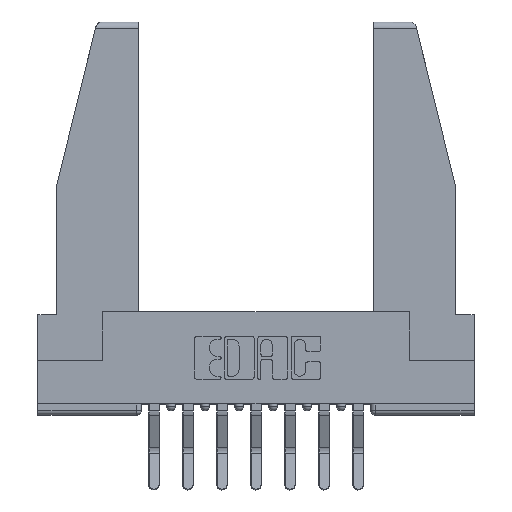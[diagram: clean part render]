
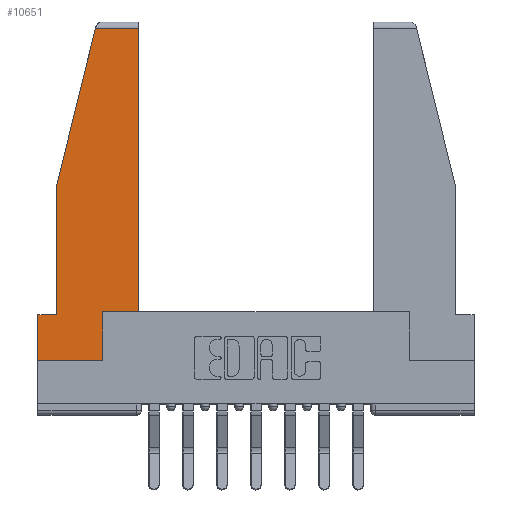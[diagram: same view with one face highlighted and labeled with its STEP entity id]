
A CAD part, top view. The second image highlights one B-rep face of the part: STEP entity #10651.
In plain terms, the highlighted planar face has unit normal (0, 0, 1).
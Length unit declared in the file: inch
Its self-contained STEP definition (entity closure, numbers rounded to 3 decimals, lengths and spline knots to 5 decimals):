
#341 = VECTOR ( 'NONE', #2424, 39.37008 ) ;
#759 = LINE ( 'NONE', #12631, #8523 ) ;
#881 = LINE ( 'NONE', #12531, #2944 ) ;
#921 = VERTEX_POINT ( 'NONE', #8983 ) ;
#1114 = DIRECTION ( 'NONE',  ( 0., 1., 0. ) ) ;
#1251 = CARTESIAN_POINT ( 'NONE',  ( 0.297, 0., 0. ) ) ;
#1585 = EDGE_CURVE ( 'NONE', #12885, #5643, #759, .T. ) ;
#2058 = ORIENTED_EDGE ( 'NONE', *, *, #7249, .T. ) ;
#2424 = DIRECTION ( 'NONE',  ( -0.239, -0.971, 0. ) ) ;
#2467 = CARTESIAN_POINT ( 'NONE',  ( 0., 0.21, 0. ) ) ;
#2674 = EDGE_CURVE ( 'NONE', #11097, #12153, #8362, .T. ) ;
#2729 = CARTESIAN_POINT ( 'NONE',  ( 0.461, 0.223, 0. ) ) ;
#2854 = CARTESIAN_POINT ( 'NONE',  ( 0., 1.52, 0. ) ) ;
#2864 = CARTESIAN_POINT ( 'NONE',  ( 0.086, 0.8, 0. ) ) ;
#2923 = AXIS2_PLACEMENT_3D ( 'NONE', #9017, #6209, #9153 ) ;
#2944 = VECTOR ( 'NONE', #7449, 39.37008 ) ;
#3107 = DIRECTION ( 'NONE',  ( 1., 0., 0. ) ) ;
#3133 = CARTESIAN_POINT ( 'NONE',  ( 0.086, 0.21, 0. ) ) ;
#3247 = LINE ( 'NONE', #2854, #10341 ) ;
#3441 = ORIENTED_EDGE ( 'NONE', *, *, #11823, .T. ) ;
#3595 = DIRECTION ( 'NONE',  ( -1., 0., 0. ) ) ;
#3731 = LINE ( 'NONE', #7613, #10700 ) ;
#3737 = VERTEX_POINT ( 'NONE', #3133 ) ;
#4034 = LINE ( 'NONE', #9155, #7668 ) ;
#4119 = DIRECTION ( 'NONE',  ( 0., -1., 0. ) ) ;
#4245 = EDGE_CURVE ( 'NONE', #4386, #11097, #881, .T. ) ;
#4271 = EDGE_LOOP ( 'NONE', ( #7680, #3441, #2058, #8971, #8643, #11200, #12731, #12173, #6112 ) ) ;
#4302 = EDGE_CURVE ( 'NONE', #10761, #4386, #5347, .T. ) ;
#4317 = DIRECTION ( 'NONE',  ( 0., 1., 0. ) ) ;
#4370 = CARTESIAN_POINT ( 'NONE',  ( 0.461, 1.52, 0. ) ) ;
#4386 = VERTEX_POINT ( 'NONE', #7627 ) ;
#5193 = PLANE ( 'NONE',  #2923 ) ;
#5347 = LINE ( 'NONE', #1251, #11985 ) ;
#5643 = VERTEX_POINT ( 'NONE', #12234 ) ;
#5752 = EDGE_CURVE ( 'NONE', #5643, #10761, #4034, .T. ) ;
#5995 = EDGE_CURVE ( 'NONE', #921, #3737, #12113, .T. ) ;
#6112 = ORIENTED_EDGE ( 'NONE', *, *, #4245, .T. ) ;
#6209 = DIRECTION ( 'NONE',  ( 0., 0., 1. ) ) ;
#6649 = CARTESIAN_POINT ( 'NONE',  ( 0.271, 1.55, 0. ) ) ;
#7070 = FACE_OUTER_BOUND ( 'NONE', #4271, .T. ) ;
#7198 = VECTOR ( 'NONE', #4119, 39.37008 ) ;
#7249 = EDGE_CURVE ( 'NONE', #7871, #921, #7818, .T. ) ;
#7412 = VECTOR ( 'NONE', #1114, 39.37008 ) ;
#7449 = DIRECTION ( 'NONE',  ( 1., 0., 0. ) ) ;
#7613 = CARTESIAN_POINT ( 'NONE',  ( 0., 0.21, 0. ) ) ;
#7627 = CARTESIAN_POINT ( 'NONE',  ( 0.297, 0.223, 0. ) ) ;
#7668 = VECTOR ( 'NONE', #3107, 39.37008 ) ;
#7680 = ORIENTED_EDGE ( 'NONE', *, *, #2674, .T. ) ;
#7818 = LINE ( 'NONE', #6649, #341 ) ;
#7871 = VERTEX_POINT ( 'NONE', #11027 ) ;
#8362 = LINE ( 'NONE', #11213, #7412 ) ;
#8523 = VECTOR ( 'NONE', #9408, 39.37008 ) ;
#8643 = ORIENTED_EDGE ( 'NONE', *, *, #10917, .T. ) ;
#8971 = ORIENTED_EDGE ( 'NONE', *, *, #5995, .T. ) ;
#8983 = CARTESIAN_POINT ( 'NONE',  ( 0.086, 0.8, 0. ) ) ;
#9017 = CARTESIAN_POINT ( 'NONE',  ( 0., 0., 0. ) ) ;
#9153 = DIRECTION ( 'NONE',  ( 1., 0., 0. ) ) ;
#9155 = CARTESIAN_POINT ( 'NONE',  ( 0., 0., 0. ) ) ;
#9408 = DIRECTION ( 'NONE',  ( 0., -1., 0. ) ) ;
#10341 = VECTOR ( 'NONE', #11976, 39.37008 ) ;
#10651 = ADVANCED_FACE ( 'NONE', ( #7070 ), #5193, .T. ) ;
#10700 = VECTOR ( 'NONE', #3595, 39.37008 ) ;
#10761 = VERTEX_POINT ( 'NONE', #12385 ) ;
#10917 = EDGE_CURVE ( 'NONE', #3737, #12885, #3731, .T. ) ;
#11027 = CARTESIAN_POINT ( 'NONE',  ( 0.2636, 1.52, 0. ) ) ;
#11097 = VERTEX_POINT ( 'NONE', #2729 ) ;
#11200 = ORIENTED_EDGE ( 'NONE', *, *, #1585, .T. ) ;
#11213 = CARTESIAN_POINT ( 'NONE',  ( 0.461, 0.223, 0. ) ) ;
#11823 = EDGE_CURVE ( 'NONE', #12153, #7871, #3247, .T. ) ;
#11976 = DIRECTION ( 'NONE',  ( -1., 0., 0. ) ) ;
#11985 = VECTOR ( 'NONE', #4317, 39.37008 ) ;
#12113 = LINE ( 'NONE', #2864, #7198 ) ;
#12153 = VERTEX_POINT ( 'NONE', #4370 ) ;
#12173 = ORIENTED_EDGE ( 'NONE', *, *, #4302, .T. ) ;
#12234 = CARTESIAN_POINT ( 'NONE',  ( 0., 0., 0. ) ) ;
#12385 = CARTESIAN_POINT ( 'NONE',  ( 0.297, 0., 0. ) ) ;
#12531 = CARTESIAN_POINT ( 'NONE',  ( 0.297, 0.223, 0. ) ) ;
#12631 = CARTESIAN_POINT ( 'NONE',  ( 0., 0.21, 0. ) ) ;
#12731 = ORIENTED_EDGE ( 'NONE', *, *, #5752, .T. ) ;
#12885 = VERTEX_POINT ( 'NONE', #2467 ) ;
